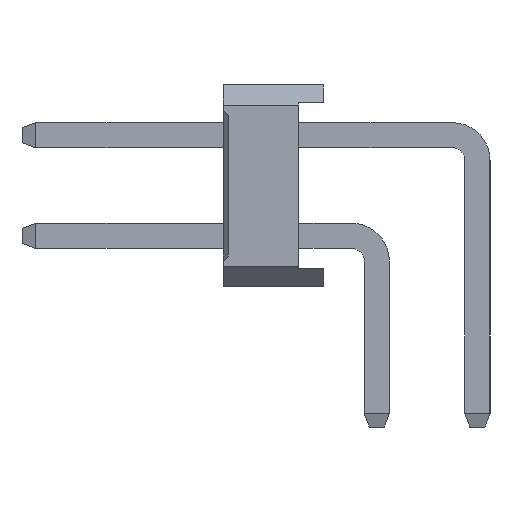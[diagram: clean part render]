
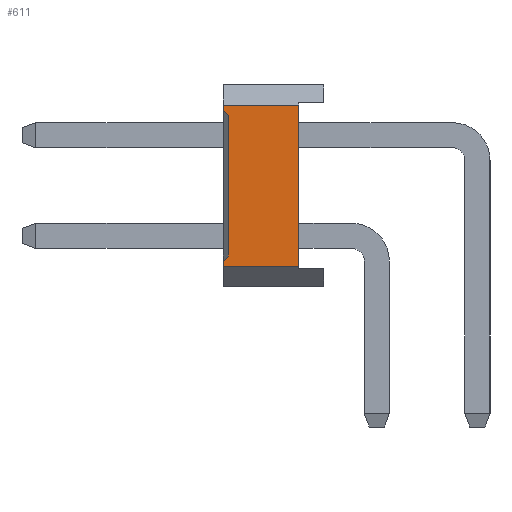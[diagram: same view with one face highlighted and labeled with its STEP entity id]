
A CAD part, left-side view. The second image highlights one B-rep face of the part: STEP entity #611.
In plain terms, the highlighted planar face has unit normal (-1, 0, 0).
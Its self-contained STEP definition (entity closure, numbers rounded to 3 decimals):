
#611=ADVANCED_FACE('',(#11099),#11101,.T.);
#11099=FACE_BOUND('',#11100,.T.);
#11100=EDGE_LOOP('',(#19601,#19602,#19603,#19604,#19605,#19606,#19607,#19608));
#11101=PLANE('',#11102);
#11102=AXIS2_PLACEMENT_3D('',#11103,#11104,#11105);
#11103=CARTESIAN_POINT('',(-1.,1.05,0.4));
#11104=DIRECTION('',(-1.,0.,0.));
#11105=DIRECTION('',(0.,0.,1.));
#19601=ORIENTED_EDGE('',*,*,#25229,.F.);
#19602=ORIENTED_EDGE('',*,*,#25230,.T.);
#19603=ORIENTED_EDGE('',*,*,#25231,.F.);
#19604=ORIENTED_EDGE('',*,*,#24720,.F.);
#19605=ORIENTED_EDGE('',*,*,#25227,.F.);
#19606=ORIENTED_EDGE('',*,*,#25232,.T.);
#19607=ORIENTED_EDGE('',*,*,#25233,.T.);
#19608=ORIENTED_EDGE('',*,*,#24724,.F.);
#24720=EDGE_CURVE('',#27657,#27659,#27660,.T.);
#24724=EDGE_CURVE('',#27665,#27667,#27668,.T.);
#25227=EDGE_CURVE('',#28610,#27657,#28612,.T.);
#25229=EDGE_CURVE('',#28614,#27665,#28615,.F.);
#25230=EDGE_CURVE('',#28614,#28616,#28617,.T.);
#25231=EDGE_CURVE('',#27659,#28616,#28618,.F.);
#25232=EDGE_CURVE('',#28610,#28619,#28620,.T.);
#25233=EDGE_CURVE('',#28619,#27667,#28621,.T.);
#27657=VERTEX_POINT('',#32466);
#27659=VERTEX_POINT('',#32470);
#27660=LINE('',#32471,#32472);
#27665=VERTEX_POINT('',#32482);
#27667=VERTEX_POINT('',#32486);
#27668=LINE('',#32487,#32488);
#28610=VERTEX_POINT('',#34433);
#28612=LINE('',#34437,#34438);
#28614=VERTEX_POINT('',#34443);
#28615=LINE('',#34444,#34445);
#28616=VERTEX_POINT('',#34447);
#28617=LINE('',#34448,#34449);
#28618=LINE('',#34451,#34452);
#28619=VERTEX_POINT('',#34454);
#28620=LINE('',#34455,#34456);
#28621=LINE('',#34458,#34459);
#32466=CARTESIAN_POINT('',(-1.,3.05,0.4));
#32470=CARTESIAN_POINT('',(-1.,3.05,0.5));
#32471=CARTESIAN_POINT('',(-1.,3.05,0.4));
#32472=VECTOR('',#32473,1.);
#32473=DIRECTION('',(0.,0.,1.));
#32482=CARTESIAN_POINT('',(-1.,3.05,3.5));
#32486=CARTESIAN_POINT('',(-1.,3.05,3.6));
#32487=CARTESIAN_POINT('',(-1.,3.05,3.5));
#32488=VECTOR('',#32489,1.);
#32489=DIRECTION('',(0.,0.,1.));
#34433=CARTESIAN_POINT('',(-1.,1.55,0.4));
#34437=CARTESIAN_POINT('',(-1.,1.55,0.4));
#34438=VECTOR('',#34439,1.);
#34439=DIRECTION('',(0.,1.,0.));
#34443=CARTESIAN_POINT('',(-1.,2.95,3.4));
#34444=CARTESIAN_POINT('',(-1.,3.05,3.5));
#34445=VECTOR('',#34446,1.);
#34446=DIRECTION('',(0.,-0.707,-0.707));
#34447=CARTESIAN_POINT('',(-1.,2.95,0.6));
#34448=CARTESIAN_POINT('',(-1.,2.95,3.4));
#34449=VECTOR('',#34450,1.);
#34450=DIRECTION('',(0.,0.,-1.));
#34451=CARTESIAN_POINT('',(-1.,2.95,0.6));
#34452=VECTOR('',#34453,1.);
#34453=DIRECTION('',(0.,0.707,-0.707));
#34454=CARTESIAN_POINT('',(-1.,1.55,3.6));
#34455=CARTESIAN_POINT('',(-1.,1.55,0.4));
#34456=VECTOR('',#34457,1.);
#34457=DIRECTION('',(0.,0.,1.));
#34458=CARTESIAN_POINT('',(-1.,1.55,3.6));
#34459=VECTOR('',#34460,1.);
#34460=DIRECTION('',(0.,1.,0.));
